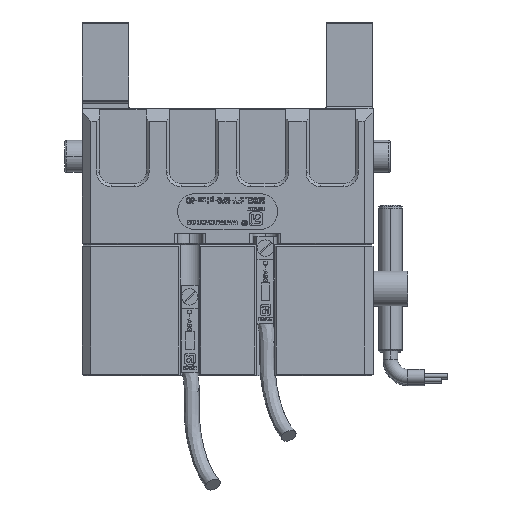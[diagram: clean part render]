
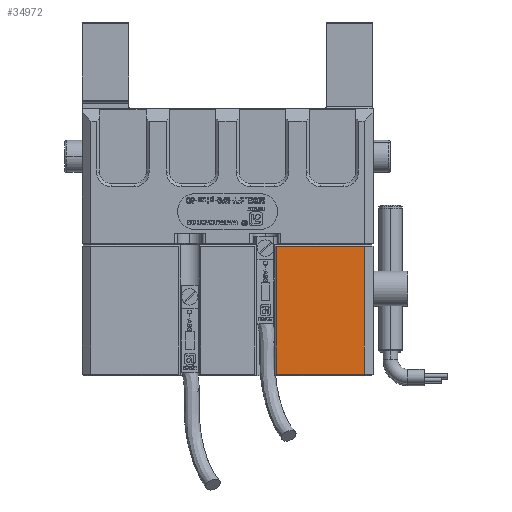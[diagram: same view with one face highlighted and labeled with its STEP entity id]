
A CAD part, top view. The second image highlights one B-rep face of the part: STEP entity #34972.
In plain terms, the highlighted planar face has unit normal (0, 0, 1).
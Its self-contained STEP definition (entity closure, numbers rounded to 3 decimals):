
#255 = VECTOR ( 'NONE', #92091, 1000. ) ;
#2462 = EDGE_CURVE ( 'NONE', #63174, #28991, #48395, .T. ) ;
#2670 = DIRECTION ( 'NONE',  ( 0., -1., 0. ) ) ;
#9235 = PLANE ( 'NONE',  #31665 ) ;
#9537 = DIRECTION ( 'NONE',  ( 0., 0., -1. ) ) ;
#11545 = LINE ( 'NONE', #59952, #61489 ) ;
#12878 = EDGE_CURVE ( 'NONE', #47155, #70464, #11545, .T. ) ;
#17244 = EDGE_LOOP ( 'NONE', ( #17772, #45700, #73165, #84256 ) ) ;
#17772 = ORIENTED_EDGE ( 'NONE', *, *, #89042, .T. ) ;
#20033 = CARTESIAN_POINT ( 'NONE',  ( 8.35, 22.25, 15. ) ) ;
#24351 = CARTESIAN_POINT ( 'NONE',  ( 8.35, 0.25, 15. ) ) ;
#28991 = VERTEX_POINT ( 'NONE', #24351 ) ;
#31379 = DIRECTION ( 'NONE',  ( 0., 1., 0. ) ) ;
#31665 = AXIS2_PLACEMENT_3D ( 'NONE', #44912, #9537, #59155 ) ;
#34972 = ADVANCED_FACE ( 'NONE', ( #91285 ), #9235, .F. ) ;
#36368 = LINE ( 'NONE', #60788, #71916 ) ;
#38354 = CARTESIAN_POINT ( 'NONE',  ( 8.35, 0.25, 15. ) ) ;
#44912 = CARTESIAN_POINT ( 'NONE',  ( -25., 22.5, 15. ) ) ;
#45700 = ORIENTED_EDGE ( 'NONE', *, *, #2462, .T. ) ;
#47155 = VERTEX_POINT ( 'NONE', #62565 ) ;
#48395 = LINE ( 'NONE', #38354, #88442 ) ;
#56886 = LINE ( 'NONE', #84969, #255 ) ;
#59155 = DIRECTION ( 'NONE',  ( -1., 0., 0. ) ) ;
#59952 = CARTESIAN_POINT ( 'NONE',  ( 23.5, 22.5, 15. ) ) ;
#60252 = CARTESIAN_POINT ( 'NONE',  ( 23.5, 22.25, 15. ) ) ;
#60788 = CARTESIAN_POINT ( 'NONE',  ( -23.5, 22.25, 15. ) ) ;
#61489 = VECTOR ( 'NONE', #31379, 1000. ) ;
#62565 = CARTESIAN_POINT ( 'NONE',  ( 23.5, 0.25, 15. ) ) ;
#63174 = VERTEX_POINT ( 'NONE', #20033 ) ;
#67988 = DIRECTION ( 'NONE',  ( -1., 0., 0. ) ) ;
#70464 = VERTEX_POINT ( 'NONE', #60252 ) ;
#71126 = EDGE_CURVE ( 'NONE', #28991, #47155, #56886, .T. ) ;
#71916 = VECTOR ( 'NONE', #67988, 1000. ) ;
#73165 = ORIENTED_EDGE ( 'NONE', *, *, #71126, .T. ) ;
#84256 = ORIENTED_EDGE ( 'NONE', *, *, #12878, .T. ) ;
#84969 = CARTESIAN_POINT ( 'NONE',  ( -25., 0.25, 15. ) ) ;
#88442 = VECTOR ( 'NONE', #2670, 1000. ) ;
#89042 = EDGE_CURVE ( 'NONE', #70464, #63174, #36368, .T. ) ;
#91285 = FACE_OUTER_BOUND ( 'NONE', #17244, .T. ) ;
#92091 = DIRECTION ( 'NONE',  ( 1., 0., 0. ) ) ;
